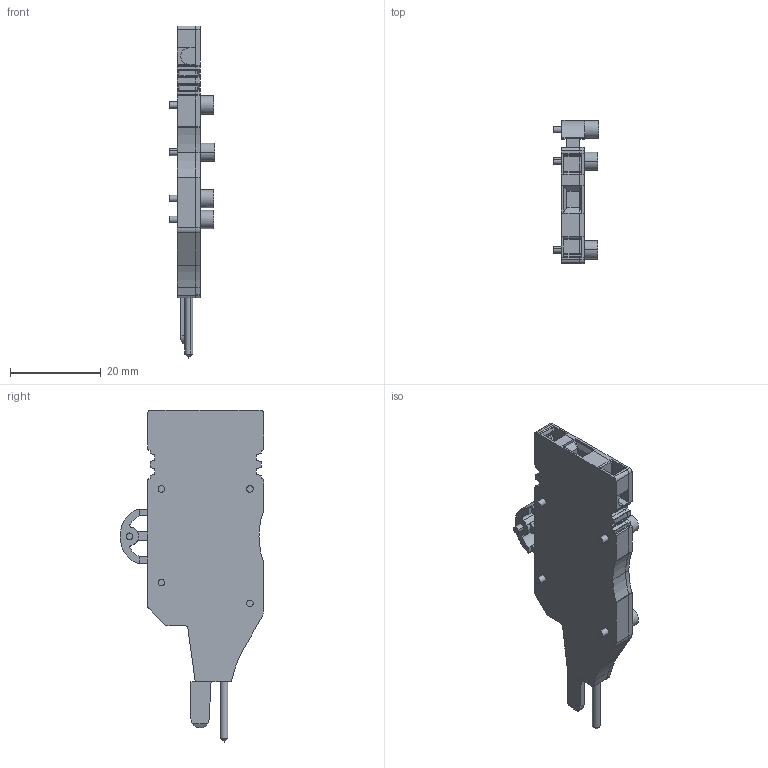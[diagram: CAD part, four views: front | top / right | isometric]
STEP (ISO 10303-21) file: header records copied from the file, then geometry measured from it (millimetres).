
FILE_DESCRIPTION(('CATIA V5R22 STEP214','CAx-IF Rec.Pracs.--- Model Styling and Organization---1.4--- 2014-01-23'),'2;1');
FILE_NAME ('021325-2_0', '2021-06-10T06:45:49+00:00', ('Weidmueller Interface'), ('Weidmueller'), 'CATIA Version 5-6 Release 2016 SP3 HF44', 'CATIA V5 STEP AP214', 'none');
FILE_SCHEMA(('AUTOMOTIVE_DESIGN { 1 0 10303 214 1 1 1 1 }'));
Length unit declared in the file: millimetre
Products named in the file (1): SZGR ZTA7/ZA_AllCATPart
Bounding box: 10 x 31.5 x 73.1 mm (x, y, z)
Volume: 6702 mm3; surface area: 7106.8 mm2
Topology: 4 solids, 4 shells, 414 faces, 1141 edges, 748 vertices
Faces by surface type: plane 271, cylinder 139, cone 4
Entity records: 12405 total; most frequent: ORIENTED_EDGE 2278, CARTESIAN_POINT 2222, DIRECTION 1764, EDGE_CURVE 1139, VECTOR 843, LINE 843, VERTEX_POINT 748, AXIS2_PLACEMENT_3D 608
